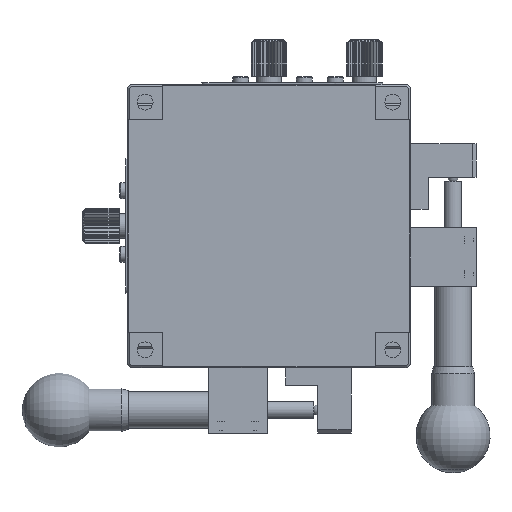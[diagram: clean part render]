
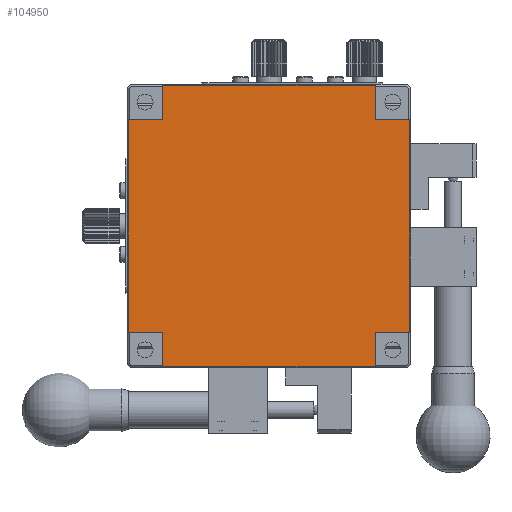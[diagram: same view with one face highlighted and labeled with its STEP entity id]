
A CAD part, front view. The second image highlights one B-rep face of the part: STEP entity #104950.
In plain terms, the highlighted planar face has unit normal (0, -1, 0).
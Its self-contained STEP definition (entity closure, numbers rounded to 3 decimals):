
#2307 = VECTOR ( 'NONE', #49544, 1000. ) ;
#6863 = CARTESIAN_POINT ( 'NONE',  ( 53.187, -29.621, 39.8 ) ) ;
#10422 = DIRECTION ( 'NONE',  ( 0., 0., -1. ) ) ;
#11768 = CARTESIAN_POINT ( 'NONE',  ( 53.187, -29.621, 0. ) ) ;
#18749 = LINE ( 'NONE', #184140, #147754 ) ;
#21930 = DIRECTION ( 'NONE',  ( 1., 0., 0. ) ) ;
#22653 = LINE ( 'NONE', #62060, #142935 ) ;
#24451 = CARTESIAN_POINT ( 'NONE',  ( 53.187, -29.621, -39.8 ) ) ;
#25714 = ORIENTED_EDGE ( 'NONE', *, *, #46354, .F. ) ;
#27315 = DIRECTION ( 'NONE',  ( -1., 0., 0. ) ) ;
#27844 = EDGE_CURVE ( 'NONE', #173812, #164992, #89868, .T. ) ;
#28699 = EDGE_LOOP ( 'NONE', ( #204413, #94267, #46093, #51797, #184482, #262057, #77153, #25714, #223666, #51276, #180709, #193042 ) ) ;
#29929 = VECTOR ( 'NONE', #113730, 1000. ) ;
#34798 = CARTESIAN_POINT ( 'NONE',  ( -6.813, -29.621, -30. ) ) ;
#36175 = VERTEX_POINT ( 'NONE', #6863 ) ;
#36713 = VERTEX_POINT ( 'NONE', #75986 ) ;
#41250 = CARTESIAN_POINT ( 'NONE',  ( 62.987, -29.621, -30. ) ) ;
#46093 = ORIENTED_EDGE ( 'NONE', *, *, #27844, .F. ) ;
#46354 = EDGE_CURVE ( 'NONE', #249075, #36713, #189173, .T. ) ;
#47692 = LINE ( 'NONE', #149344, #218657 ) ;
#49544 = DIRECTION ( 'NONE',  ( 0., 0., 1. ) ) ;
#50202 = DIRECTION ( 'NONE',  ( 0., 0., -1. ) ) ;
#51276 = ORIENTED_EDGE ( 'NONE', *, *, #255403, .F. ) ;
#51797 = ORIENTED_EDGE ( 'NONE', *, *, #75500, .F. ) ;
#57903 = VECTOR ( 'NONE', #252769, 1000. ) ;
#61133 = EDGE_CURVE ( 'NONE', #66519, #156064, #189569, .T. ) ;
#62060 = CARTESIAN_POINT ( 'NONE',  ( 63.187, -29.621, 39.8 ) ) ;
#62737 = FACE_OUTER_BOUND ( 'NONE', #28699, .T. ) ;
#63505 = CARTESIAN_POINT ( 'NONE',  ( 53.187, -29.621, 0. ) ) ;
#64069 = DIRECTION ( 'NONE',  ( 0., 1., 0. ) ) ;
#66519 = VERTEX_POINT ( 'NONE', #232971 ) ;
#69137 = CARTESIAN_POINT ( 'NONE',  ( -6.813, -29.621, 39.8 ) ) ;
#69752 = AXIS2_PLACEMENT_3D ( 'NONE', #187379, #64069, #253666 ) ;
#69913 = CARTESIAN_POINT ( 'NONE',  ( -16.613, -29.621, 0. ) ) ;
#74535 = VERTEX_POINT ( 'NONE', #151662 ) ;
#74554 = CARTESIAN_POINT ( 'NONE',  ( 62.987, -29.621, 0. ) ) ;
#75500 = EDGE_CURVE ( 'NONE', #156064, #173812, #196405, .T. ) ;
#75986 = CARTESIAN_POINT ( 'NONE',  ( -6.813, -29.621, -39.8 ) ) ;
#77153 = ORIENTED_EDGE ( 'NONE', *, *, #220292, .F. ) ;
#82067 = EDGE_CURVE ( 'NONE', #164992, #36175, #22653, .T. ) ;
#83015 = LINE ( 'NONE', #150598, #211098 ) ;
#83861 = DIRECTION ( 'NONE',  ( -1., 0., 0. ) ) ;
#85229 = DIRECTION ( 'NONE',  ( 0., 0., -1. ) ) ;
#87220 = CARTESIAN_POINT ( 'NONE',  ( -6.813, -29.621, 0. ) ) ;
#89052 = EDGE_CURVE ( 'NONE', #250166, #249075, #259724, .T. ) ;
#89868 = LINE ( 'NONE', #87220, #258265 ) ;
#94267 = ORIENTED_EDGE ( 'NONE', *, *, #82067, .F. ) ;
#97267 = CARTESIAN_POINT ( 'NONE',  ( 53.187, -29.621, -30. ) ) ;
#104950 = ADVANCED_FACE ( 'NONE', ( #62737 ), #125033, .F. ) ;
#113730 = DIRECTION ( 'NONE',  ( 1., 0., 0. ) ) ;
#120549 = VECTOR ( 'NONE', #83861, 1000. ) ;
#125033 = PLANE ( 'NONE',  #69752 ) ;
#125469 = CARTESIAN_POINT ( 'NONE',  ( 63.187, -29.621, -39.8 ) ) ;
#137294 = EDGE_CURVE ( 'NONE', #36175, #181857, #245103, .T. ) ;
#142019 = DIRECTION ( 'NONE',  ( 1., 0., 0. ) ) ;
#142935 = VECTOR ( 'NONE', #142019, 1000. ) ;
#147754 = VECTOR ( 'NONE', #162420, 1000. ) ;
#149344 = CARTESIAN_POINT ( 'NONE',  ( 63.187, -29.621, -30. ) ) ;
#150598 = CARTESIAN_POINT ( 'NONE',  ( 63.187, -29.621, 30. ) ) ;
#151662 = CARTESIAN_POINT ( 'NONE',  ( 62.987, -29.621, 30. ) ) ;
#156064 = VERTEX_POINT ( 'NONE', #168534 ) ;
#162420 = DIRECTION ( 'NONE',  ( 0., 0., 1. ) ) ;
#164992 = VERTEX_POINT ( 'NONE', #69137 ) ;
#166030 = EDGE_CURVE ( 'NONE', #181857, #74535, #83015, .T. ) ;
#168534 = CARTESIAN_POINT ( 'NONE',  ( -16.613, -29.621, 30. ) ) ;
#171118 = DIRECTION ( 'NONE',  ( 0., 0., 1. ) ) ;
#173812 = VERTEX_POINT ( 'NONE', #208423 ) ;
#180709 = ORIENTED_EDGE ( 'NONE', *, *, #213923, .F. ) ;
#180898 = VECTOR ( 'NONE', #85229, 1000. ) ;
#181857 = VERTEX_POINT ( 'NONE', #247277 ) ;
#184140 = CARTESIAN_POINT ( 'NONE',  ( -6.813, -29.621, 0. ) ) ;
#184482 = ORIENTED_EDGE ( 'NONE', *, *, #61133, .F. ) ;
#187379 = CARTESIAN_POINT ( 'NONE',  ( 63.187, -29.621, 0. ) ) ;
#189173 = LINE ( 'NONE', #125469, #57903 ) ;
#189569 = LINE ( 'NONE', #69913, #2307 ) ;
#190538 = VECTOR ( 'NONE', #10422, 1000. ) ;
#193042 = ORIENTED_EDGE ( 'NONE', *, *, #166030, .F. ) ;
#196405 = LINE ( 'NONE', #216688, #29929 ) ;
#199118 = VECTOR ( 'NONE', #50202, 1000. ) ;
#204413 = ORIENTED_EDGE ( 'NONE', *, *, #137294, .F. ) ;
#206963 = EDGE_CURVE ( 'NONE', #242252, #66519, #250456, .T. ) ;
#207130 = CARTESIAN_POINT ( 'NONE',  ( 63.187, -29.621, -30. ) ) ;
#208423 = CARTESIAN_POINT ( 'NONE',  ( -6.813, -29.621, 30. ) ) ;
#211098 = VECTOR ( 'NONE', #21930, 1000. ) ;
#213923 = EDGE_CURVE ( 'NONE', #74535, #265731, #235782, .T. ) ;
#216688 = CARTESIAN_POINT ( 'NONE',  ( 63.187, -29.621, 30. ) ) ;
#218657 = VECTOR ( 'NONE', #27315, 1000. ) ;
#220292 = EDGE_CURVE ( 'NONE', #36713, #242252, #18749, .T. ) ;
#223666 = ORIENTED_EDGE ( 'NONE', *, *, #89052, .F. ) ;
#232971 = CARTESIAN_POINT ( 'NONE',  ( -16.613, -29.621, -30. ) ) ;
#235782 = LINE ( 'NONE', #74554, #199118 ) ;
#242252 = VERTEX_POINT ( 'NONE', #34798 ) ;
#245103 = LINE ( 'NONE', #63505, #180898 ) ;
#247277 = CARTESIAN_POINT ( 'NONE',  ( 53.187, -29.621, 30. ) ) ;
#249075 = VERTEX_POINT ( 'NONE', #24451 ) ;
#250166 = VERTEX_POINT ( 'NONE', #97267 ) ;
#250456 = LINE ( 'NONE', #207130, #120549 ) ;
#252769 = DIRECTION ( 'NONE',  ( -1., 0., 0. ) ) ;
#253666 = DIRECTION ( 'NONE',  ( 0., 0., 1. ) ) ;
#255403 = EDGE_CURVE ( 'NONE', #265731, #250166, #47692, .T. ) ;
#258265 = VECTOR ( 'NONE', #171118, 1000. ) ;
#259724 = LINE ( 'NONE', #11768, #190538 ) ;
#262057 = ORIENTED_EDGE ( 'NONE', *, *, #206963, .F. ) ;
#265731 = VERTEX_POINT ( 'NONE', #41250 ) ;
